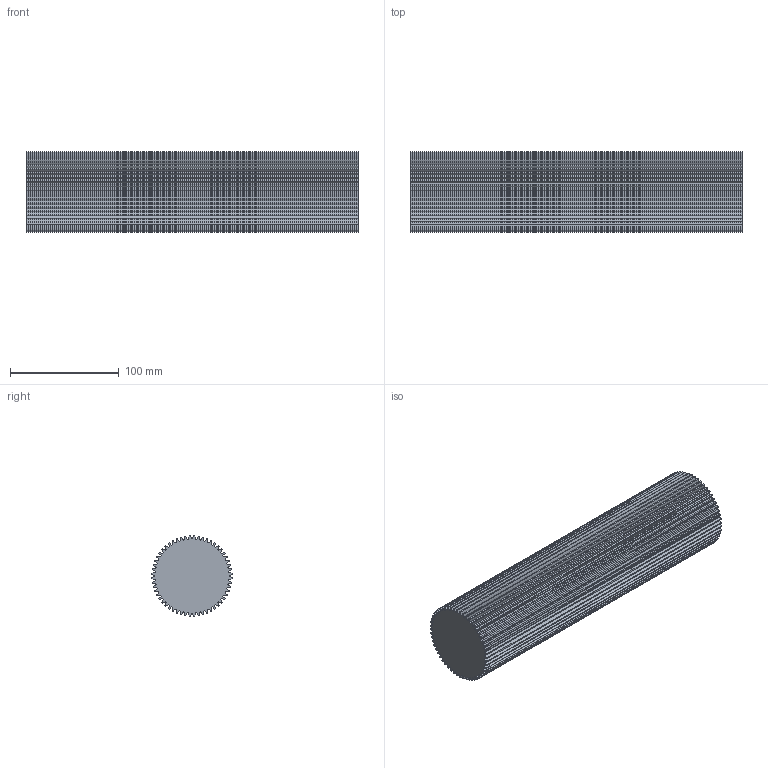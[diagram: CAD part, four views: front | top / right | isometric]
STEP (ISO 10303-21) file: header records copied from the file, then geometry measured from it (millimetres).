
FILE_DESCRIPTION (( 'STEP AP203' ), '1' );
FILE_NAME ('gs-14_5-20-56-4140.STEP', '2021-08-11T20:51:18', ( '' ), ( '' ), 'SwSTEP 2.0', 'SolidWorks 2021', '' );
FILE_SCHEMA (( 'CONFIG_CONTROL_DESIGN' ));
Length unit declared in the file: inch
Products named in the file (1): gs-14_5-20-56-4140
Bounding box: 304.8 x 73.59 x 73.59 mm (x, y, z)
Volume: 1195466.8 mm3; surface area: 149288.2 mm2
Topology: 1 solids, 1 shells, 231 faces, 687 edges, 458 vertices
Faces by surface type: cylinder 229, plane 2
Entity records: 8118 total; most frequent: DIRECTION 1609, CARTESIAN_POINT 1377, ORIENTED_EDGE 1374, AXIS2_PLACEMENT_3D 690, EDGE_CURVE 687, CIRCLE 458, VERTEX_POINT 458, FACE_OUTER_BOUND 231
